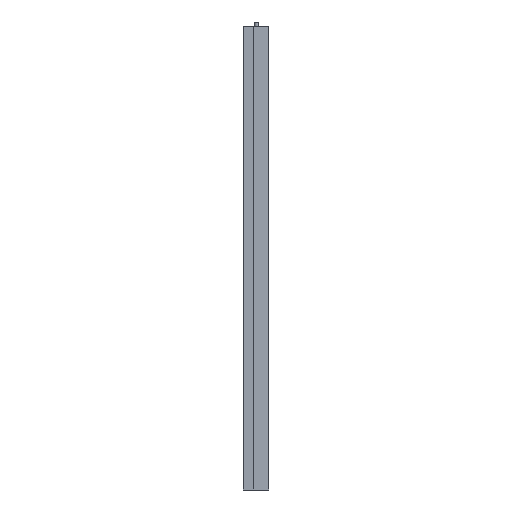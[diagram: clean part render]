
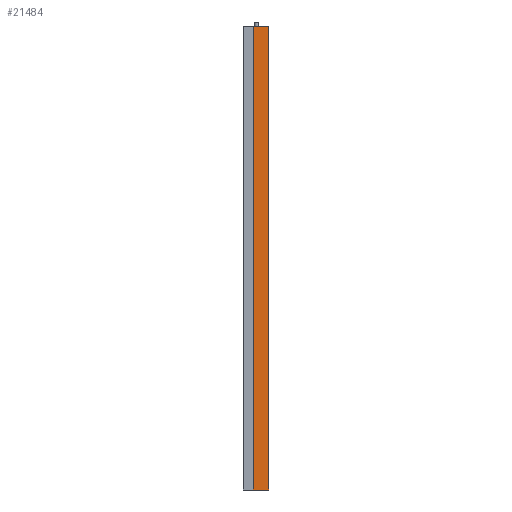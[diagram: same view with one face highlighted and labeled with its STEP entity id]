
A CAD part, left-side view. The second image highlights one B-rep face of the part: STEP entity #21484.
In plain terms, the highlighted planar face has unit normal (-1, 0, 0).
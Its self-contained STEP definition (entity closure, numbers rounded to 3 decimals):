
#113 = FACE_OUTER_BOUND ( 'NONE', #14961, .T. ) ;
#1494 = AXIS2_PLACEMENT_3D ( 'NONE', #25319, #11401, #34522 ) ;
#2350 = VERTEX_POINT ( 'NONE', #6167 ) ;
#5027 = CARTESIAN_POINT ( 'NONE',  ( -10.13, 27.938, -417. ) ) ;
#5208 = PLANE ( 'NONE',  #1494 ) ;
#5443 = LINE ( 'NONE', #31184, #9781 ) ;
#6148 = LINE ( 'NONE', #15167, #26955 ) ;
#6167 = CARTESIAN_POINT ( 'NONE',  ( -10.13, 0.3, 417. ) ) ;
#6361 = CARTESIAN_POINT ( 'NONE',  ( -10.13, 0., -417. ) ) ;
#6364 = EDGE_CURVE ( 'NONE', #19752, #2350, #9667, .T. ) ;
#9474 = VECTOR ( 'NONE', #35306, 1000. ) ;
#9667 = LINE ( 'NONE', #18863, #33115 ) ;
#9718 = ORIENTED_EDGE ( 'NONE', *, *, #23846, .F. ) ;
#9781 = VECTOR ( 'NONE', #17259, 1000. ) ;
#11401 = DIRECTION ( 'NONE',  ( 1., 0., 0. ) ) ;
#11956 = DIRECTION ( 'NONE',  ( 0., 0., -1. ) ) ;
#12571 = ORIENTED_EDGE ( 'NONE', *, *, #13543, .T. ) ;
#13543 = EDGE_CURVE ( 'NONE', #13718, #19752, #20648, .T. ) ;
#13718 = VERTEX_POINT ( 'NONE', #5027 ) ;
#14924 = ORIENTED_EDGE ( 'NONE', *, *, #19226, .T. ) ;
#14961 = EDGE_LOOP ( 'NONE', ( #12571, #15215, #9718, #14924 ) ) ;
#15167 = CARTESIAN_POINT ( 'NONE',  ( -10.13, 27.938, 417. ) ) ;
#15215 = ORIENTED_EDGE ( 'NONE', *, *, #6364, .T. ) ;
#15991 = CARTESIAN_POINT ( 'NONE',  ( -10.13, 27.938, 417. ) ) ;
#16420 = CARTESIAN_POINT ( 'NONE',  ( -10.13, 0.3, -417. ) ) ;
#17259 = DIRECTION ( 'NONE',  ( 0., -1., 0. ) ) ;
#18863 = CARTESIAN_POINT ( 'NONE',  ( -10.13, 0.3, 417. ) ) ;
#19226 = EDGE_CURVE ( 'NONE', #26386, #13718, #6148, .T. ) ;
#19752 = VERTEX_POINT ( 'NONE', #16420 ) ;
#20648 = LINE ( 'NONE', #6361, #9474 ) ;
#21484 = ADVANCED_FACE ( 'NONE', ( #113 ), #5208, .F. ) ;
#21689 = DIRECTION ( 'NONE',  ( 0., 0., 1. ) ) ;
#23846 = EDGE_CURVE ( 'NONE', #26386, #2350, #5443, .T. ) ;
#25319 = CARTESIAN_POINT ( 'NONE',  ( -10.13, 0., 417. ) ) ;
#26386 = VERTEX_POINT ( 'NONE', #15991 ) ;
#26955 = VECTOR ( 'NONE', #11956, 1000. ) ;
#31184 = CARTESIAN_POINT ( 'NONE',  ( -10.13, 0., 417. ) ) ;
#33115 = VECTOR ( 'NONE', #21689, 1000. ) ;
#34522 = DIRECTION ( 'NONE',  ( 0., 1., 0. ) ) ;
#35306 = DIRECTION ( 'NONE',  ( 0., -1., 0. ) ) ;
